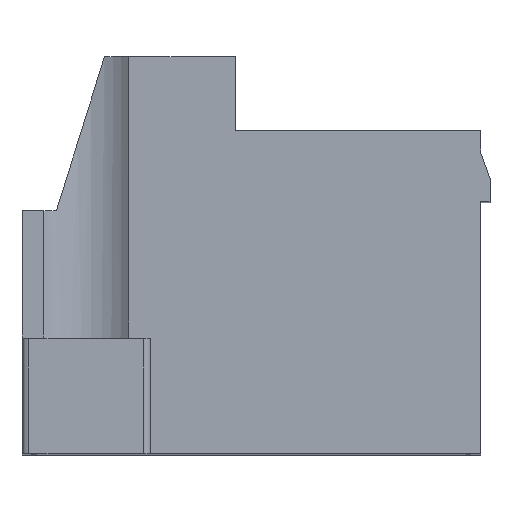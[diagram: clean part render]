
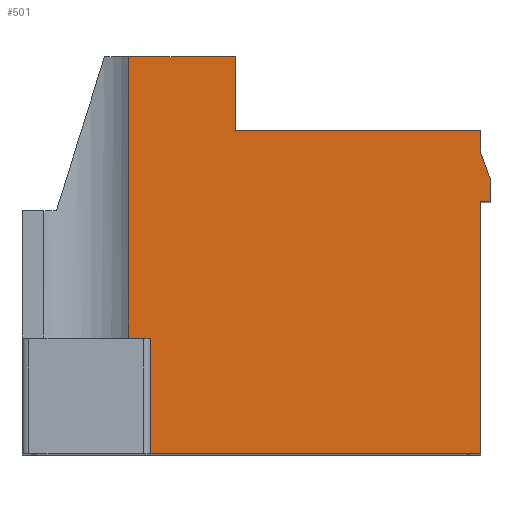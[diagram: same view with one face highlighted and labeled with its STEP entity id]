
A CAD part, top view. The second image highlights one B-rep face of the part: STEP entity #501.
In plain terms, the highlighted planar face has unit normal (0, 0, 1).
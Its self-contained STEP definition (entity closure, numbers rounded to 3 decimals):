
#501=ADVANCED_FACE('',(#1487),#1040,.T.);
#1040=PLANE('',#10552);
#1487=FACE_OUTER_BOUND('',#2039,.T.);
#2039=EDGE_LOOP('',(#2974,#2975,#2976,#2977,#2978,#2979,#2980,#2981,#2982,
#2983,#2984,#2985));
#2974=ORIENTED_EDGE('',*,*,#6824,.F.);
#2975=ORIENTED_EDGE('',*,*,#6835,.T.);
#2976=ORIENTED_EDGE('',*,*,#6836,.F.);
#2977=ORIENTED_EDGE('',*,*,#6802,.T.);
#2978=ORIENTED_EDGE('',*,*,#6810,.F.);
#2979=ORIENTED_EDGE('',*,*,#6837,.T.);
#2980=ORIENTED_EDGE('',*,*,#6838,.T.);
#2981=ORIENTED_EDGE('',*,*,#6839,.T.);
#2982=ORIENTED_EDGE('',*,*,#6820,.F.);
#2983=ORIENTED_EDGE('',*,*,#6840,.T.);
#2984=ORIENTED_EDGE('',*,*,#6491,.T.);
#2985=ORIENTED_EDGE('',*,*,#6841,.T.);
#5525=VERTEX_POINT('',#13638);
#5528=VERTEX_POINT('',#13643);
#5838=VERTEX_POINT('',#14753);
#5839=VERTEX_POINT('',#14755);
#5845=VERTEX_POINT('',#14770);
#5851=VERTEX_POINT('',#14788);
#5853=VERTEX_POINT('',#14791);
#5855=VERTEX_POINT('',#14797);
#5857=VERTEX_POINT('',#14800);
#5863=VERTEX_POINT('',#14821);
#5864=VERTEX_POINT('',#14824);
#5865=VERTEX_POINT('',#14826);
#6491=EDGE_CURVE('',#5525,#5528,#7947,.T.);
#6802=EDGE_CURVE('',#5839,#5838,#8197,.T.);
#6810=EDGE_CURVE('',#5845,#5838,#8202,.T.);
#6820=EDGE_CURVE('',#5851,#5853,#8212,.T.);
#6824=EDGE_CURVE('',#5855,#5857,#8215,.T.);
#6835=EDGE_CURVE('',#5855,#5863,#8223,.T.);
#6836=EDGE_CURVE('',#5839,#5863,#8224,.T.);
#6837=EDGE_CURVE('',#5845,#5864,#8225,.T.);
#6838=EDGE_CURVE('',#5864,#5865,#8226,.T.);
#6839=EDGE_CURVE('',#5865,#5853,#8227,.T.);
#6840=EDGE_CURVE('',#5851,#5525,#8228,.T.);
#6841=EDGE_CURVE('',#5528,#5857,#8229,.T.);
#7947=LINE('',#13644,#9218);
#8197=LINE('',#14754,#9468);
#8202=LINE('',#14769,#9473);
#8212=LINE('',#14790,#9483);
#8215=LINE('',#14799,#9486);
#8223=LINE('',#14820,#9494);
#8224=LINE('',#14822,#9495);
#8225=LINE('',#14823,#9496);
#8226=LINE('',#14825,#9497);
#8227=LINE('',#14827,#9498);
#8228=LINE('',#14828,#9499);
#8229=LINE('',#14829,#9500);
#9218=VECTOR('',#11135,1.);
#9468=VECTOR('',#11443,1.);
#9473=VECTOR('',#11456,1.);
#9483=VECTOR('',#11472,1.);
#9486=VECTOR('',#11479,1.);
#9494=VECTOR('',#11501,1.);
#9495=VECTOR('',#11502,1.);
#9496=VECTOR('',#11503,1.);
#9497=VECTOR('',#11504,1.);
#9498=VECTOR('',#11505,1.);
#9499=VECTOR('',#11506,1.);
#9500=VECTOR('',#11507,1.);
#10552=AXIS2_PLACEMENT_3D('',#14830,#11508,#11509);
#11135=DIRECTION('',(0.,1.,0.));
#11443=DIRECTION('',(1.,0.,0.));
#11456=DIRECTION('',(0.,-1.,0.));
#11472=DIRECTION('',(0.,-1.,0.));
#11479=DIRECTION('',(0.,1.,0.));
#11501=DIRECTION('',(1.,0.,0.));
#11502=DIRECTION('',(0.,1.,0.));
#11503=DIRECTION('',(1.,0.,0.));
#11504=DIRECTION('',(0.,1.,0.));
#11505=DIRECTION('',(-0.338,0.941,0.));
#11506=DIRECTION('',(-1.,0.,0.));
#11507=DIRECTION('',(-1.,0.,0.));
#11508=DIRECTION('',(0.,0.,1.));
#11509=DIRECTION('',(1.,0.,0.));
#13638=CARTESIAN_POINT('',(9.3,14.1,3.3));
#13643=CARTESIAN_POINT('',(9.3,17.3,3.3));
#13644=CARTESIAN_POINT('',(9.3,14.1,3.3));
#14753=CARTESIAN_POINT('',(20.,0.,3.3));
#14754=CARTESIAN_POINT('',(5.6,0.,3.3));
#14755=CARTESIAN_POINT('',(5.6,0.,3.3));
#14769=CARTESIAN_POINT('',(20.,0.,3.3));
#14770=CARTESIAN_POINT('',(20.,11.,3.3));
#14788=CARTESIAN_POINT('',(20.,14.1,3.3));
#14790=CARTESIAN_POINT('',(20.,0.,3.3));
#14791=CARTESIAN_POINT('',(20.,13.1,3.3));
#14797=CARTESIAN_POINT('',(4.652,5.,3.3));
#14799=CARTESIAN_POINT('',(4.652,5.,3.3));
#14800=CARTESIAN_POINT('',(4.652,17.3,3.3));
#14820=CARTESIAN_POINT('',(4.652,5.,3.3));
#14821=CARTESIAN_POINT('',(5.6,5.,3.3));
#14822=CARTESIAN_POINT('',(5.6,0.,3.3));
#14823=CARTESIAN_POINT('',(20.,11.,3.3));
#14824=CARTESIAN_POINT('',(20.395,11.,3.3));
#14825=CARTESIAN_POINT('',(20.395,11.,3.3));
#14826=CARTESIAN_POINT('',(20.395,12.,3.3));
#14827=CARTESIAN_POINT('',(20.395,12.,3.3));
#14828=CARTESIAN_POINT('',(11.9,14.1,3.3));
#14829=CARTESIAN_POINT('',(8.8,17.3,3.3));
#14830=CARTESIAN_POINT('',(0.,0.,3.3));
